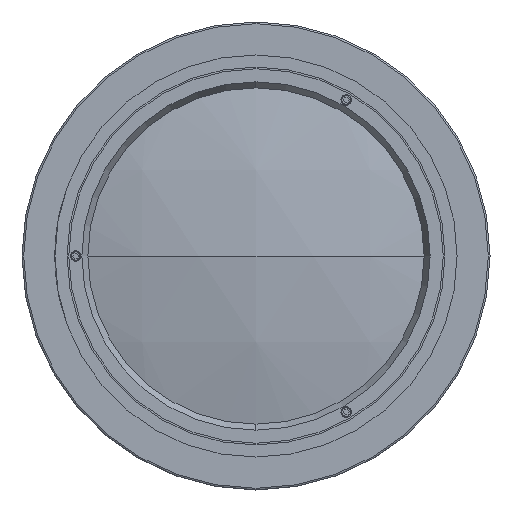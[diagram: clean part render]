
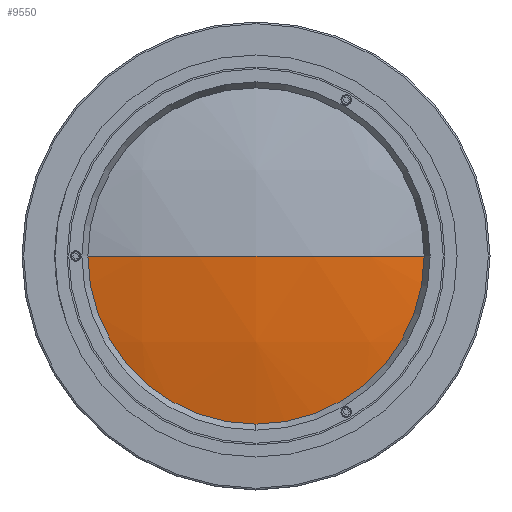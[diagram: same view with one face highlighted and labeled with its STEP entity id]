
A CAD part, left-side view. The second image highlights one B-rep face of the part: STEP entity #9550.
In plain terms, the highlighted spherical face has radius 205.376 mm.
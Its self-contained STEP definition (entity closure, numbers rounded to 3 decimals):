
#2017 = FACE_OUTER_BOUND ( 'NONE', #4666, .T. ) ;
#2586 = DIRECTION ( 'NONE',  ( -1., 0., 0. ) ) ;
#4666 = EDGE_LOOP ( 'NONE', ( #52060, #40829, #15386, #27574 ) ) ;
#5404 = CIRCLE ( 'NONE', #6245, 49.293 ) ;
#5741 = SPHERICAL_SURFACE ( 'NONE', #13806, 205.376 ) ;
#6245 = AXIS2_PLACEMENT_3D ( 'NONE', #14859, #2586, #36181 ) ;
#7584 = CARTESIAN_POINT ( 'NONE',  ( 6.003, 0., -49.293 ) ) ;
#8218 = CARTESIAN_POINT ( 'NONE',  ( 205.376, 0., 0. ) ) ;
#8248 = EDGE_CURVE ( 'NONE', #14657, #51816, #5404, .T. ) ;
#9550 = ADVANCED_FACE ( 'NONE', ( #2017 ), #5741, .T. ) ;
#10059 = VERTEX_POINT ( 'NONE', #17444 ) ;
#10303 = DIRECTION ( 'NONE',  ( 0., 1., 0. ) ) ;
#13625 = AXIS2_PLACEMENT_3D ( 'NONE', #26798, #38301, #10303 ) ;
#13806 = AXIS2_PLACEMENT_3D ( 'NONE', #30025, #46287, #26285 ) ;
#14657 = VERTEX_POINT ( 'NONE', #36058 ) ;
#14859 = CARTESIAN_POINT ( 'NONE',  ( 6.003, 0., 0. ) ) ;
#15294 = CIRCLE ( 'NONE', #27194, 49.293 ) ;
#15386 = ORIENTED_EDGE ( 'NONE', *, *, #20685, .T. ) ;
#17444 = CARTESIAN_POINT ( 'NONE',  ( 0., 0., 0. ) ) ;
#19755 = CARTESIAN_POINT ( 'NONE',  ( 6.003, -49.293, 0. ) ) ;
#20685 = EDGE_CURVE ( 'NONE', #36496, #10059, #22982, .T. ) ;
#22982 = CIRCLE ( 'NONE', #13625, 205.376 ) ;
#24485 = DIRECTION ( 'NONE',  ( 0., 0., 1. ) ) ;
#26285 = DIRECTION ( 'NONE',  ( 0., 1., 0. ) ) ;
#26798 = CARTESIAN_POINT ( 'NONE',  ( 205.376, 0., 0. ) ) ;
#27194 = AXIS2_PLACEMENT_3D ( 'NONE', #29155, #45429, #49671 ) ;
#27574 = ORIENTED_EDGE ( 'NONE', *, *, #45827, .F. ) ;
#29155 = CARTESIAN_POINT ( 'NONE',  ( 6.003, 0., 0. ) ) ;
#30025 = CARTESIAN_POINT ( 'NONE',  ( 205.376, 0., 0. ) ) ;
#33295 = DIRECTION ( 'NONE',  ( 1., 0., 0. ) ) ;
#36058 = CARTESIAN_POINT ( 'NONE',  ( 6.003, 49.293, 0. ) ) ;
#36181 = DIRECTION ( 'NONE',  ( 0., 0., 1. ) ) ;
#36496 = VERTEX_POINT ( 'NONE', #19755 ) ;
#38301 = DIRECTION ( 'NONE',  ( 0., 0., -1. ) ) ;
#40829 = ORIENTED_EDGE ( 'NONE', *, *, #50906, .T. ) ;
#41257 = CIRCLE ( 'NONE', #51434, 205.376 ) ;
#45429 = DIRECTION ( 'NONE',  ( -1., 0., 0. ) ) ;
#45827 = EDGE_CURVE ( 'NONE', #14657, #10059, #41257, .T. ) ;
#46287 = DIRECTION ( 'NONE',  ( 0., 0., -1. ) ) ;
#49671 = DIRECTION ( 'NONE',  ( 0., 0., 1. ) ) ;
#50906 = EDGE_CURVE ( 'NONE', #51816, #36496, #15294, .T. ) ;
#51434 = AXIS2_PLACEMENT_3D ( 'NONE', #8218, #24485, #33295 ) ;
#51816 = VERTEX_POINT ( 'NONE', #7584 ) ;
#52060 = ORIENTED_EDGE ( 'NONE', *, *, #8248, .T. ) ;
